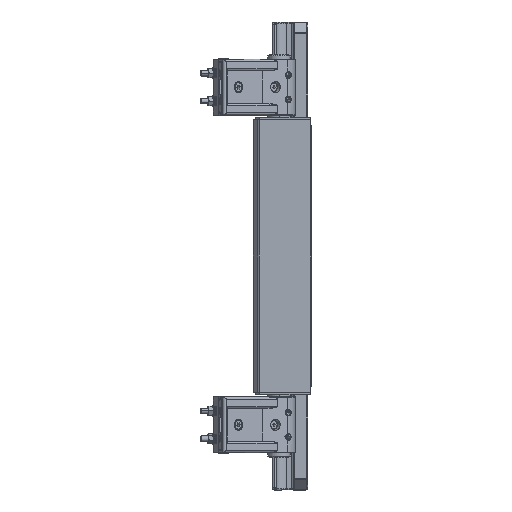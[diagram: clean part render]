
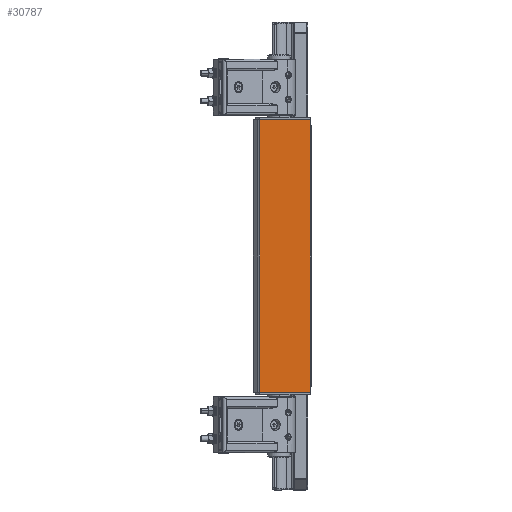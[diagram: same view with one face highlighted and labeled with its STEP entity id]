
A CAD part, left-side view. The second image highlights one B-rep face of the part: STEP entity #30787.
In plain terms, the highlighted face is planar.
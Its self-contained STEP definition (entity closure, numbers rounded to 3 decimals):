
#276 = VECTOR ( 'NONE', #20833, 1000. ) ;
#575 = VERTEX_POINT ( 'NONE', #38350 ) ;
#595 = AXIS2_PLACEMENT_3D ( 'NONE', #6149, #9171, #30004 ) ;
#2174 = FACE_OUTER_BOUND ( 'NONE', #31248, .T. ) ;
#4123 = CARTESIAN_POINT ( 'NONE',  ( 245., 151.999, -13.998 ) ) ;
#5150 = DIRECTION ( 'NONE',  ( 1., 0., 0. ) ) ;
#6149 = CARTESIAN_POINT ( 'NONE',  ( 0., 151.999, 31.302 ) ) ;
#6501 = EDGE_CURVE ( 'NONE', #33105, #19378, #26107, .T. ) ;
#7287 = CARTESIAN_POINT ( 'NONE',  ( 0., 151.999, -13.998 ) ) ;
#8162 = CARTESIAN_POINT ( 'NONE',  ( 0., 151.999, -13.998 ) ) ;
#8182 = LINE ( 'NONE', #26805, #276 ) ;
#8790 = EDGE_CURVE ( 'NONE', #575, #17014, #8182, .T. ) ;
#9171 = DIRECTION ( 'NONE',  ( 0., -1., 0. ) ) ;
#13105 = VECTOR ( 'NONE', #24971, 1000. ) ;
#13862 = CARTESIAN_POINT ( 'NONE',  ( 245., 151.999, 31.293 ) ) ;
#15424 = CARTESIAN_POINT ( 'NONE',  ( 0., 151.999, 31.293 ) ) ;
#17014 = VERTEX_POINT ( 'NONE', #7287 ) ;
#18388 = DIRECTION ( 'NONE',  ( -1., 0., 0. ) ) ;
#19378 = VERTEX_POINT ( 'NONE', #13862 ) ;
#20833 = DIRECTION ( 'NONE',  ( 0., 0., -1. ) ) ;
#21907 = LINE ( 'NONE', #8162, #36777 ) ;
#22129 = LINE ( 'NONE', #15424, #37926 ) ;
#22383 = EDGE_CURVE ( 'NONE', #17014, #33105, #21907, .T. ) ;
#24018 = PLANE ( 'NONE',  #595 ) ;
#24971 = DIRECTION ( 'NONE',  ( 0., 0., 1. ) ) ;
#26107 = LINE ( 'NONE', #4123, #13105 ) ;
#26805 = CARTESIAN_POINT ( 'NONE',  ( 0., 151.999, 31.302 ) ) ;
#30004 = DIRECTION ( 'NONE',  ( 0., 0., -1. ) ) ;
#30787 = ADVANCED_FACE ( 'NONE', ( #2174 ), #24018, .F. ) ;
#30924 = ORIENTED_EDGE ( 'NONE', *, *, #37572, .F. ) ;
#31248 = EDGE_LOOP ( 'NONE', ( #30924, #36044, #33272, #32523 ) ) ;
#32523 = ORIENTED_EDGE ( 'NONE', *, *, #8790, .F. ) ;
#33105 = VERTEX_POINT ( 'NONE', #35797 ) ;
#33272 = ORIENTED_EDGE ( 'NONE', *, *, #22383, .F. ) ;
#35797 = CARTESIAN_POINT ( 'NONE',  ( 245., 151.999, -13.998 ) ) ;
#36044 = ORIENTED_EDGE ( 'NONE', *, *, #6501, .F. ) ;
#36777 = VECTOR ( 'NONE', #5150, 1000. ) ;
#37572 = EDGE_CURVE ( 'NONE', #19378, #575, #22129, .T. ) ;
#37926 = VECTOR ( 'NONE', #18388, 1000. ) ;
#38350 = CARTESIAN_POINT ( 'NONE',  ( 0., 151.999, 31.293 ) ) ;
